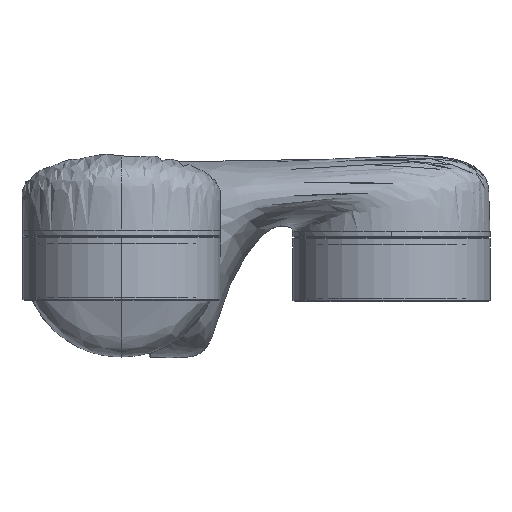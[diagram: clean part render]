
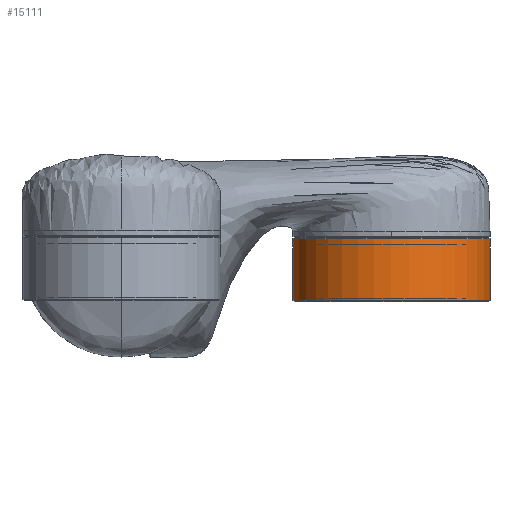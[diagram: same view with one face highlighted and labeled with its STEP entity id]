
A CAD part, top view. The second image highlights one B-rep face of the part: STEP entity #15111.
In plain terms, the highlighted cylindrical face has radius 46000 mm (diameter 92000 mm), a partial arc.
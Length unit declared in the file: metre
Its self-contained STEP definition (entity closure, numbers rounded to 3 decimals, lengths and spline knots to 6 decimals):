
#15043 = VERTEX_POINT('',#15044);
#15044 = CARTESIAN_POINT('',(80.,9.4,0.));
#15050 = EDGE_CURVE('',#15051,#15043,#15053,.T.);
#15051 = VERTEX_POINT('',#15052);
#15052 = CARTESIAN_POINT('',(172.,9.4,0.));
#15053 = CIRCLE('',#15054,46.);
#15054 = AXIS2_PLACEMENT_3D('',#15055,#15056,#15057);
#15055 = CARTESIAN_POINT('',(126.,9.4,0.));
#15056 = DIRECTION('',(0.,-1.,0.));
#15057 = DIRECTION('',(1.,0.,0.));
#15085 = VERTEX_POINT('',#15086);
#15086 = CARTESIAN_POINT('',(172.,-19.2,0.));
#15092 = EDGE_CURVE('',#15093,#15085,#15095,.T.);
#15093 = VERTEX_POINT('',#15094);
#15094 = CARTESIAN_POINT('',(80.,-19.2,0.));
#15095 = CIRCLE('',#15096,46.);
#15096 = AXIS2_PLACEMENT_3D('',#15097,#15098,#15099);
#15097 = CARTESIAN_POINT('',(126.,-19.2,0.));
#15098 = DIRECTION('',(-0.,1.,0.));
#15099 = DIRECTION('',(1.,0.,0.));
#15111 = ADVANCED_FACE('',(#15112),#15128,.T.);
#15112 = FACE_BOUND('',#15113,.T.);
#15113 = EDGE_LOOP('',(#15114,#15115,#15121,#15122));
#15114 = ORIENTED_EDGE('',*,*,#15092,.T.);
#15115 = ORIENTED_EDGE('',*,*,#15116,.T.);
#15116 = EDGE_CURVE('',#15085,#15051,#15117,.T.);
#15117 = LINE('',#15118,#15119);
#15118 = CARTESIAN_POINT('',(172.,-19.8,0.));
#15119 = VECTOR('',#15120,1.);
#15120 = DIRECTION('',(-0.,1.,-0.));
#15121 = ORIENTED_EDGE('',*,*,#15050,.T.);
#15122 = ORIENTED_EDGE('',*,*,#15123,.F.);
#15123 = EDGE_CURVE('',#15093,#15043,#15124,.T.);
#15124 = LINE('',#15125,#15126);
#15125 = CARTESIAN_POINT('',(80.,-19.8,0.));
#15126 = VECTOR('',#15127,1.);
#15127 = DIRECTION('',(-0.,1.,-0.));
#15128 = CYLINDRICAL_SURFACE('',#15129,46.);
#15129 = AXIS2_PLACEMENT_3D('',#15130,#15131,#15132);
#15130 = CARTESIAN_POINT('',(126.,-19.8,0.));
#15131 = DIRECTION('',(-0.,1.,-0.));
#15132 = DIRECTION('',(-1.,0.,0.));
